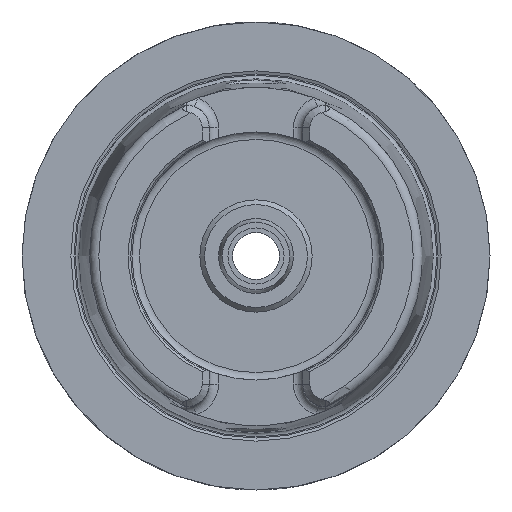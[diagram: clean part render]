
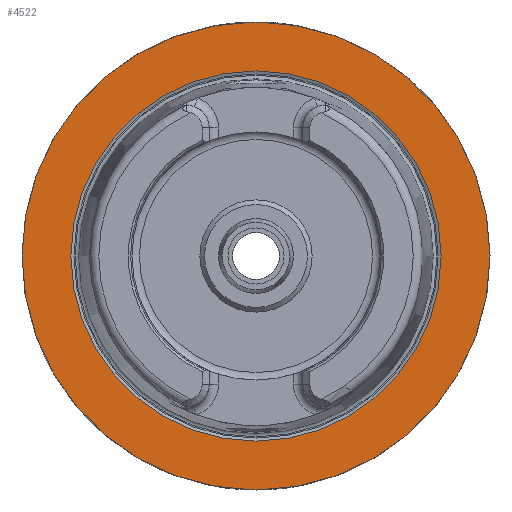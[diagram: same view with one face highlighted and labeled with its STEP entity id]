
A CAD part, left-side view. The second image highlights one B-rep face of the part: STEP entity #4522.
In plain terms, the highlighted planar face has unit normal (-1, 0, 0).
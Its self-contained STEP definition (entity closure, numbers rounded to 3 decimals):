
#3708=CARTESIAN_POINT('',(0.,50.0,0.0));
#3709=VERTEX_POINT('',#3708);
#3710=CARTESIAN_POINT('',(0.,0.,0.0));
#3711=DIRECTION('',(1.0,0.0,0.0));
#3712=DIRECTION('',(0.0,1.0,0.0));
#3713=AXIS2_PLACEMENT_3D('',#3710,#3711,#3712);
#3714=CIRCLE('',#3713,50.0);
#3715=EDGE_CURVE('',#3709,#3709,#3714,.T.);
#4496=CARTESIAN_POINT('',(0.,39.55,0.0));
#4497=VERTEX_POINT('',#4496);
#4498=CARTESIAN_POINT('',(0.,0.,0.0));
#4499=DIRECTION('',(1.0,0.0,0.0));
#4500=DIRECTION('',(0.0,1.0,0.0));
#4501=AXIS2_PLACEMENT_3D('',#4498,#4499,#4500);
#4502=CIRCLE('',#4501,39.55);
#4503=EDGE_CURVE('',#4497,#4497,#4502,.T.);
#4511=CARTESIAN_POINT('',(0.,44.775,0.0));
#4512=DIRECTION('',(-1.0,0.0,0.0));
#4513=DIRECTION('',(0.0,0.0,1.0));
#4514=AXIS2_PLACEMENT_3D('',#4511,#4512,#4513);
#4515=PLANE('',#4514);
#4516=ORIENTED_EDGE('',*,*,#3715,.F.);
#4517=EDGE_LOOP('',(#4516));
#4518=FACE_OUTER_BOUND('',#4517,.T.);
#4519=ORIENTED_EDGE('',*,*,#4503,.T.);
#4520=EDGE_LOOP('',(#4519));
#4521=FACE_BOUND('',#4520,.T.);
#4522=ADVANCED_FACE('',(#4518,#4521),#4515,.T.);
